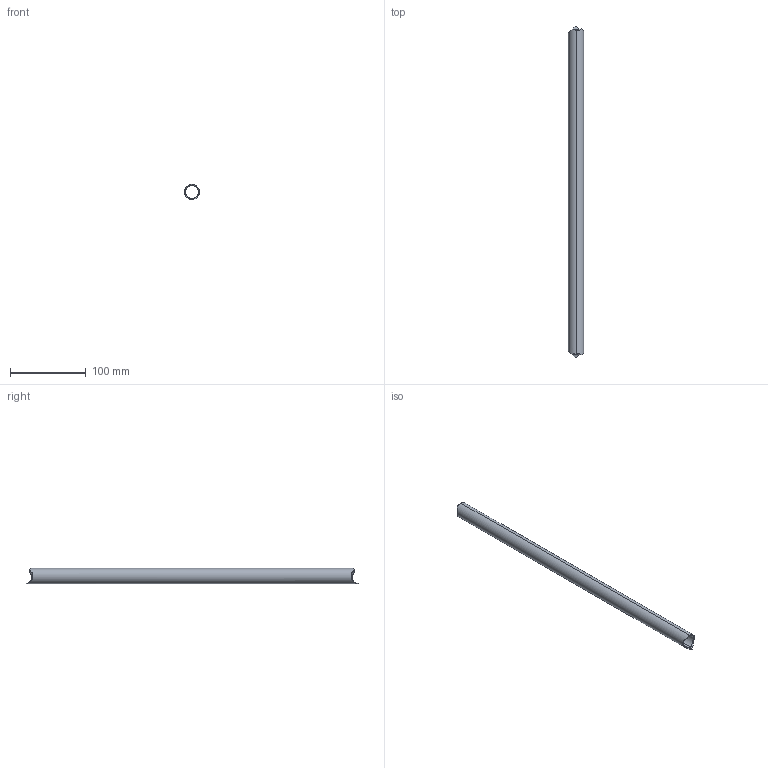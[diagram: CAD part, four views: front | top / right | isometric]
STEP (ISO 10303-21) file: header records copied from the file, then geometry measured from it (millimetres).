
FILE_DESCRIPTION(('STEP AP214'),'1');
FILE_NAME('115.stp','2018-12-06T16:15:47',(' '),(' '),'Spatial InterOp 3D',' ',' ');
FILE_SCHEMA(('automotive_design'));
Length unit declared in the file: metre
Products named in the file (1): Corps1
Bounding box: 20 x 438.23 x 20 mm (x, y, z)
Volume: 37121.8 mm3; surface area: 49745.8 mm2
Topology: 1 solids, 1 shells, 11 faces, 38 edges, 27 vertices
Faces by surface type: cylinder 11
Entity records: 901 total; most frequent: CARTESIAN_POINT 464, ORIENTED_EDGE 76, DIRECTION 63, EDGE_CURVE 38, AXIS2_PLACEMENT_3D 29, VERTEX_POINT 27, ELLIPSE 17, B_SPLINE_CURVE_WITH_KNOTS 16
